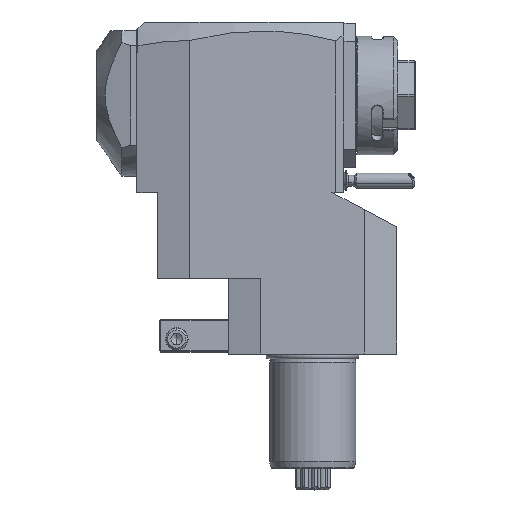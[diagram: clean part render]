
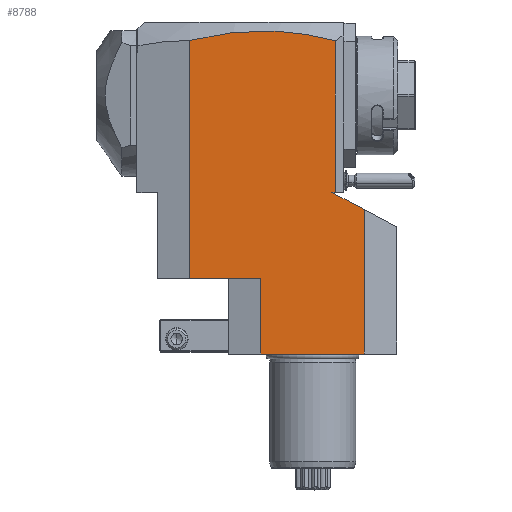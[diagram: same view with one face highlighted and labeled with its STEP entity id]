
A CAD part, top view. The second image highlights one B-rep face of the part: STEP entity #8788.
In plain terms, the highlighted planar face has unit normal (0, 0, 1).
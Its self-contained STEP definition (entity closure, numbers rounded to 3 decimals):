
#17=DIRECTION('',(-1.,0.,0.));
#18=VECTOR('',#17,48.);
#19=CARTESIAN_POINT('',(24.,0.,37.5));
#20=LINE('',#19,#18);
#63=DIRECTION('',(0.,-1.,0.));
#64=VECTOR('',#63,70.258);
#65=CARTESIAN_POINT('',(10.5,145.258,37.5));
#66=LINE('',#65,#64);
#67=DIRECTION('',(-1.,0.,0.));
#68=VECTOR('',#67,1.592);
#69=CARTESIAN_POINT('',(10.5,75.,37.5));
#70=LINE('',#69,#68);
#71=DIRECTION('',(-0.883,0.469,0.));
#72=VECTOR('',#71,17.092);
#73=CARTESIAN_POINT('',(24.,66.976,37.5));
#74=LINE('',#73,#72);
#75=CARTESIAN_POINT('',(-57.,145.435,37.5));
#76=CARTESIAN_POINT('',(-51.371,146.939,37.5));
#77=CARTESIAN_POINT('',(-40.115,149.162,37.5));
#78=CARTESIAN_POINT('',(-23.238,150.233,37.5));
#79=CARTESIAN_POINT('',(-6.365,149.072,37.5));
#80=CARTESIAN_POINT('',(4.879,146.791,37.5));
#81=CARTESIAN_POINT('',(10.5,145.258,37.5));
#2291=DIRECTION('',(0.,-1.,0.));
#2292=VECTOR('',#2291,110.435);
#2293=CARTESIAN_POINT('',(-57.,145.435,37.5));
#2294=LINE('',#2293,#2292);
#2311=DIRECTION('',(1.,0.,0.));
#2312=VECTOR('',#2311,33.);
#2313=CARTESIAN_POINT('',(-57.,35.,37.5));
#2314=LINE('',#2313,#2312);
#2831=DIRECTION('',(0.,-1.,0.));
#2832=VECTOR('',#2831,35.);
#2833=CARTESIAN_POINT('',(-24.,35.,37.5));
#2834=LINE('',#2833,#2832);
#4889=DIRECTION('',(0.,1.,0.));
#4890=VECTOR('',#4889,66.976);
#4891=CARTESIAN_POINT('',(24.,0.,37.5));
#4892=LINE('',#4891,#4890);
#8066=VERTEX_POINT('',#75);
#8067=VERTEX_POINT('',#81);
#8439=CARTESIAN_POINT('',(24.,0.,37.5));
#8440=VERTEX_POINT('',#8439);
#8441=CARTESIAN_POINT('',(-24.,0.,37.5));
#8442=VERTEX_POINT('',#8441);
#8475=CARTESIAN_POINT('',(-57.,35.,37.5));
#8477=VERTEX_POINT('',#8475);
#8489=CARTESIAN_POINT('',(10.5,75.,37.5));
#8490=VERTEX_POINT('',#8489);
#8497=CARTESIAN_POINT('',(24.,66.976,37.5));
#8498=VERTEX_POINT('',#8497);
#8677=CARTESIAN_POINT('',(8.908,75.,37.5));
#8678=VERTEX_POINT('',#8677);
#8681=CARTESIAN_POINT('',(-24.,35.,37.5));
#8682=VERTEX_POINT('',#8681);
#8765=CARTESIAN_POINT('',(-39.202,35.,37.5));
#8766=DIRECTION('',(0.,0.,1.));
#8767=DIRECTION('',(1.,0.,0.));
#8768=AXIS2_PLACEMENT_3D('',#8765,#8766,#8767);
#8769=PLANE('',#8768);
#8771=ORIENTED_EDGE('',*,*,#8770,.T.);
#8772=ORIENTED_EDGE('',*,*,#8751,.T.);
#8774=ORIENTED_EDGE('',*,*,#8773,.F.);
#8776=ORIENTED_EDGE('',*,*,#8775,.F.);
#8777=ORIENTED_EDGE('',*,*,#8698,.T.);
#8779=ORIENTED_EDGE('',*,*,#8778,.F.);
#8781=ORIENTED_EDGE('',*,*,#8780,.F.);
#8783=ORIENTED_EDGE('',*,*,#8782,.F.);
#8785=ORIENTED_EDGE('',*,*,#8784,.T.);
#8786=EDGE_LOOP('',(#8771,#8772,#8774,#8776,#8777,#8779,#8781,#8783,#8785));
#8787=FACE_OUTER_BOUND('',#8786,.F.);
#82=B_SPLINE_CURVE_WITH_KNOTS('',3,(#75,#76,#77,#78,#79,#80,#81),.UNSPECIFIED.,
.F.,.F.,(4,1,1,1,4),(0.,0.25,0.5,0.75,1.),.UNSPECIFIED.);
#8698=EDGE_CURVE('',#8440,#8442,#20,.T.);
#8751=EDGE_CURVE('',#8490,#8678,#70,.T.);
#8770=EDGE_CURVE('',#8067,#8490,#66,.T.);
#8773=EDGE_CURVE('',#8498,#8678,#74,.T.);
#8775=EDGE_CURVE('',#8440,#8498,#4892,.T.);
#8778=EDGE_CURVE('',#8682,#8442,#2834,.T.);
#8780=EDGE_CURVE('',#8477,#8682,#2314,.T.);
#8782=EDGE_CURVE('',#8066,#8477,#2294,.T.);
#8784=EDGE_CURVE('',#8066,#8067,#82,.T.);
#8788=ADVANCED_FACE('',(#8787),#8769,.T.);
